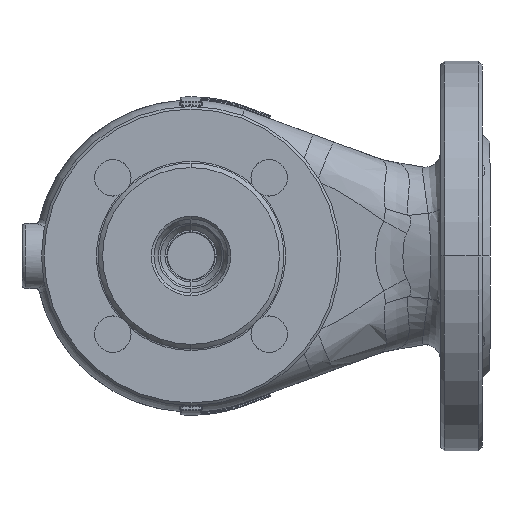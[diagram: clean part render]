
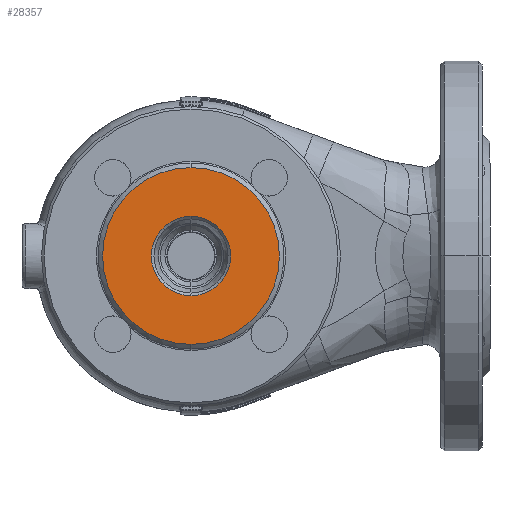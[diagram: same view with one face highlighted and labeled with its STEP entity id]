
A CAD part, front view. The second image highlights one B-rep face of the part: STEP entity #28357.
In plain terms, the highlighted planar face has unit normal (0, -1, 0).
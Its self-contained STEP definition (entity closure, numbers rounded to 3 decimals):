
#6597 = CARTESIAN_POINT ( 'NONE',  ( 0., -87.2, 0. ) ) ;
#6598 = DIRECTION ( 'NONE',  ( 0., 1., 0. ) ) ;
#6599 = DIRECTION ( 'NONE',  ( 0., 0., -1. ) ) ;
#6827 = CARTESIAN_POINT ( 'NONE',  ( 0., -87.2, 0. ) ) ;
#6828 = DIRECTION ( 'NONE',  ( 0., 1., 0. ) ) ;
#6829 = DIRECTION ( 'NONE',  ( 0., 0., -1. ) ) ;
#6855 = CARTESIAN_POINT ( 'NONE',  ( 0., -87.2, 0. ) ) ;
#6856 = DIRECTION ( 'NONE',  ( 0., 1., 0. ) ) ;
#6857 = DIRECTION ( 'NONE',  ( 0., 0., -1. ) ) ;
#25302 = FACE_BOUND ( 'NONE', #129137, .T. ) ;
#25311 = FACE_OUTER_BOUND ( 'NONE', #129131, .T. ) ;
#28357 = ADVANCED_FACE ( 'NONE', ( #25302, #25311 ), #29650, .F. ) ;
#29650 = PLANE ( 'NONE',  #115679 ) ;
#29657 = CARTESIAN_POINT ( 'NONE',  ( 0., -87.2, 0. ) ) ;
#29658 = DIRECTION ( 'NONE',  ( 0., 1., 0. ) ) ;
#29659 = DIRECTION ( 'NONE',  ( 0., 0., -1. ) ) ;
#41221 = CARTESIAN_POINT ( 'NONE',  ( 0., -87.2, -15.25 ) ) ;
#41222 = CARTESIAN_POINT ( 'NONE',  ( 0., -87.2, 15.25 ) ) ;
#41301 = CARTESIAN_POINT ( 'NONE',  ( 0., -87.2, -34. ) ) ;
#41386 = CARTESIAN_POINT ( 'NONE',  ( 0., -87.2, 34. ) ) ;
#51206 = EDGE_CURVE ( 'NONE', #86047, #86044, #94014, .T. ) ;
#51310 = EDGE_CURVE ( 'NONE', #86389, #86212, #61293, .T. ) ;
#51315 = EDGE_CURVE ( 'NONE', #86044, #86047, #61301, .T. ) ;
#51408 = EDGE_CURVE ( 'NONE', #86212, #86389, #61499, .T. ) ;
#52363 = CARTESIAN_POINT ( 'NONE',  ( 0., -87.2, 0. ) ) ;
#52364 = DIRECTION ( 'NONE',  ( 0., 1., 0. ) ) ;
#52365 = DIRECTION ( 'NONE',  ( 0., 0., -1. ) ) ;
#61293 = CIRCLE ( 'NONE', #125353, 34. ) ;
#61301 = CIRCLE ( 'NONE', #125355, 15.25 ) ;
#61499 = CIRCLE ( 'NONE', #125429, 34. ) ;
#86044 = VERTEX_POINT ( 'NONE', #41221 ) ;
#86047 = VERTEX_POINT ( 'NONE', #41222 ) ;
#86212 = VERTEX_POINT ( 'NONE', #41301 ) ;
#86389 = VERTEX_POINT ( 'NONE', #41386 ) ;
#94014 = CIRCLE ( 'NONE', #125287, 15.25 ) ;
#115679 = AXIS2_PLACEMENT_3D ( 'NONE', #29657, #29658, #29659 ) ;
#123712 = ORIENTED_EDGE ( 'NONE', *, *, #51206, .T. ) ;
#123713 = ORIENTED_EDGE ( 'NONE', *, *, #51315, .T. ) ;
#123714 = ORIENTED_EDGE ( 'NONE', *, *, #51408, .F. ) ;
#123715 = ORIENTED_EDGE ( 'NONE', *, *, #51310, .F. ) ;
#125287 = AXIS2_PLACEMENT_3D ( 'NONE', #6597, #6598, #6599 ) ;
#125353 = AXIS2_PLACEMENT_3D ( 'NONE', #6827, #6828, #6829 ) ;
#125355 = AXIS2_PLACEMENT_3D ( 'NONE', #6855, #6856, #6857 ) ;
#125429 = AXIS2_PLACEMENT_3D ( 'NONE', #52363, #52364, #52365 ) ;
#129131 = EDGE_LOOP ( 'NONE', ( #123714, #123715 ) ) ;
#129137 = EDGE_LOOP ( 'NONE', ( #123712, #123713 ) ) ;
